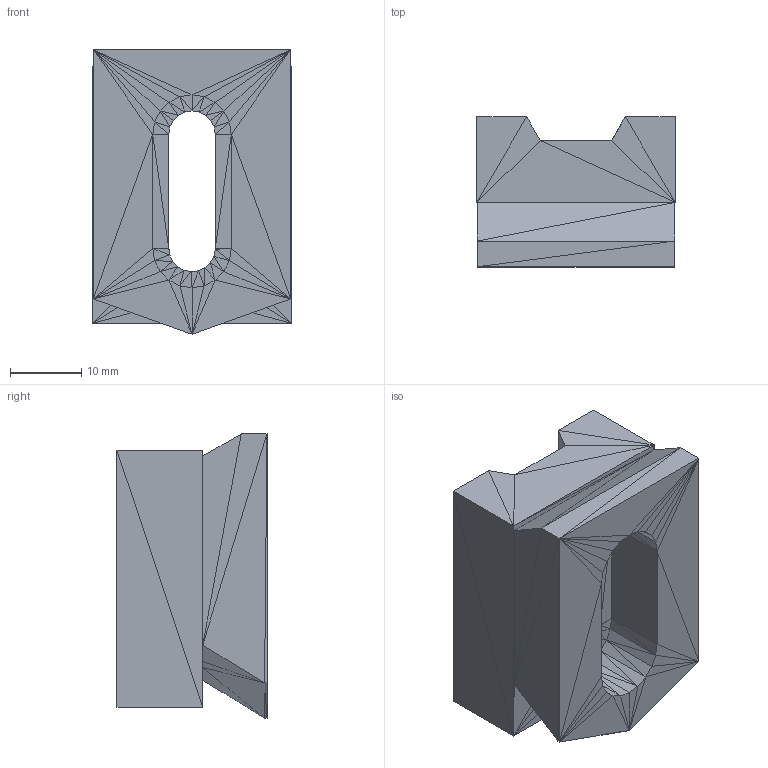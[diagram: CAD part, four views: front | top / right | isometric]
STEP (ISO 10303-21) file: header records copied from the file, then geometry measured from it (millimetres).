
FILE_DESCRIPTION(('FreeCAD Model'),'2;1');
FILE_NAME('Open CASCADE Shape Model','2023-10-31T11:51:57',('Author'),( ''),'Open CASCADE STEP processor 7.6','FreeCAD','Unknown');
FILE_SCHEMA(('AUTOMOTIVE_DESIGN { 1 0 10303 214 1 1 1 1 }'));
Length unit declared in the file: millimetre
Products named in the file (1): EnderScopeToolHolder001
Bounding box: 27.8 x 21 x 39.8 mm (x, y, z)
Surface area: 5743.1 mm2 (no closed solid volume)
Topology: 0 solids, 282 shells, 282 faces, 846 edges, 846 vertices
Faces by surface type: plane 282
Entity records: 18067 total; most frequent: CARTESIAN_POINT 2821, DIRECTION 2258, LINE 1692, VECTOR 1692, ORIENTED_EDGE 846, EDGE_CURVE 846, VERTEX_POINT 846, SURFACE_CURVE 846
